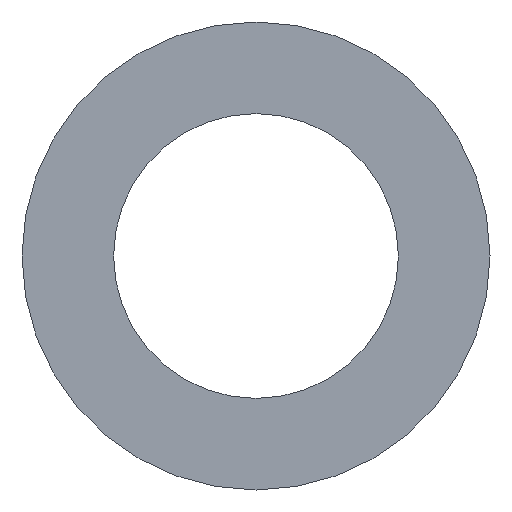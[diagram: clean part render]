
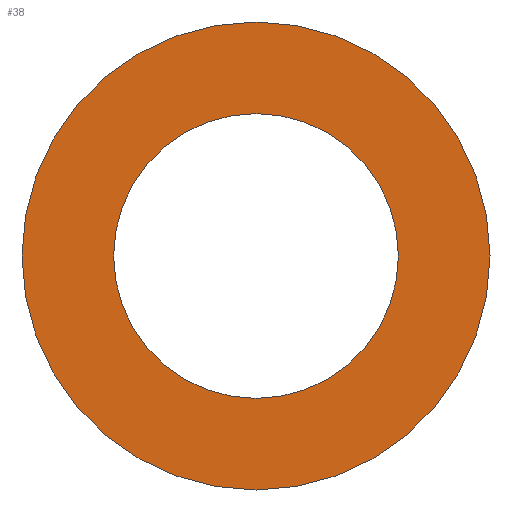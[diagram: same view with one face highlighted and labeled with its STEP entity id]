
A CAD part, left-side view. The second image highlights one B-rep face of the part: STEP entity #38.
In plain terms, the highlighted planar face has unit normal (-1, 0, 0).
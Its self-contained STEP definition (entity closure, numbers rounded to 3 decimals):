
#38 = ADVANCED_FACE( '', ( #77, #78 ), #79, .T. );
#77 = FACE_BOUND( '', #116, .T. );
#78 = FACE_OUTER_BOUND( '', #117, .T. );
#79 = PLANE( '', #118 );
#116 = EDGE_LOOP( '', ( #155 ) );
#117 = EDGE_LOOP( '', ( #156 ) );
#118 = AXIS2_PLACEMENT_3D( '', #157, #158, #159 );
#155 = ORIENTED_EDGE( '', *, *, #194, .T. );
#156 = ORIENTED_EDGE( '', *, *, #191, .F. );
#157 = CARTESIAN_POINT( '', ( -4.5, 0., 69. ) );
#158 = DIRECTION( '', ( -1., 0., 0. ) );
#159 = DIRECTION( '', ( 0., 0., 1. ) );
#191 = EDGE_CURVE( '', #211, #211, #212, .T. );
#194 = EDGE_CURVE( '', #216, #216, #217, .T. );
#211 = VERTEX_POINT( '', #235 );
#212 = CIRCLE( '', #236, 69. );
#216 = VERTEX_POINT( '', #240 );
#217 = CIRCLE( '', #241, 42. );
#235 = CARTESIAN_POINT( '', ( -4.5, 0., -69. ) );
#236 = AXIS2_PLACEMENT_3D( '', #260, #261, #262 );
#240 = CARTESIAN_POINT( '', ( -4.5, 0., -42. ) );
#241 = AXIS2_PLACEMENT_3D( '', #266, #267, #268 );
#260 = CARTESIAN_POINT( '', ( -4.5, 0., 0. ) );
#261 = DIRECTION( '', ( 1., 0., 0. ) );
#262 = DIRECTION( '', ( 0., 0., -1. ) );
#266 = CARTESIAN_POINT( '', ( -4.5, 0., 0. ) );
#267 = DIRECTION( '', ( 1., 0., 0. ) );
#268 = DIRECTION( '', ( 0., 0., -1. ) );
